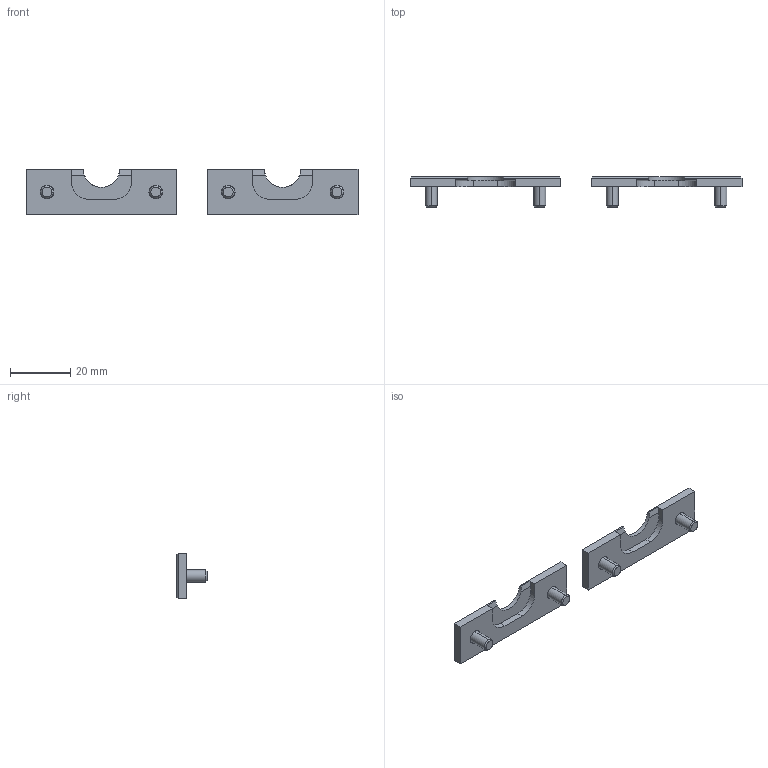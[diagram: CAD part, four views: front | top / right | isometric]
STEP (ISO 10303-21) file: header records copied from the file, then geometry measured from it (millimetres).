
FILE_DESCRIPTION (( 'STEP AP214' ), '1' );
FILE_NAME ('INGUN_116130.STEP', '2024-06-10T13:12:22', ( '' ), ( '' ), 'SwSTEP 2.0', 'SolidWorks 2021', '' );
FILE_SCHEMA (( 'AUTOMOTIVE_DESIGN' ));
Length unit declared in the file: millimetre
Products named in the file (3): INGUN_116130; DIN7991~n_M04,0x010; 116133~0_S
Assembly tree (6 placements, depth 2):
  INGUN_116130
    116133~0_S  x2
    DIN7991~n_M04,0x010  x4
Bounding box: 110 x 10 x 15 mm (x, y, z)
Volume: 4286.3 mm3; surface area: 4644.9 mm2
Topology: 6 solids, 6 shells, 170 faces, 422 edges, 268 vertices
Faces by surface type: cylinder 98, plane 48, cone 24
Entity records: 1856 total; most frequent: DIRECTION 332, CARTESIAN_POINT 310, ORIENTED_EDGE 284, EDGE_CURVE 142, AXIS2_PLACEMENT_3D 128, VERTEX_POINT 90, VECTOR 76, LINE 76
